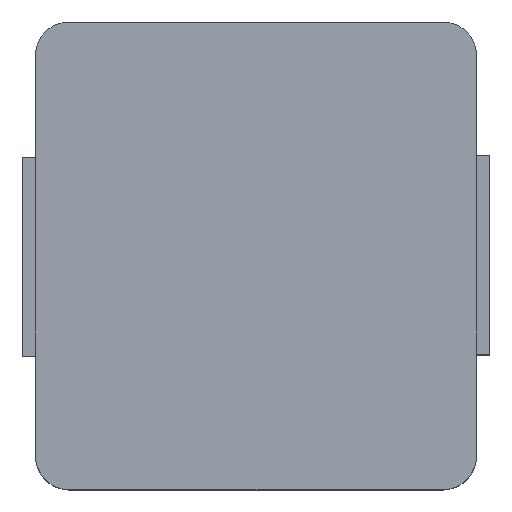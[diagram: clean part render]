
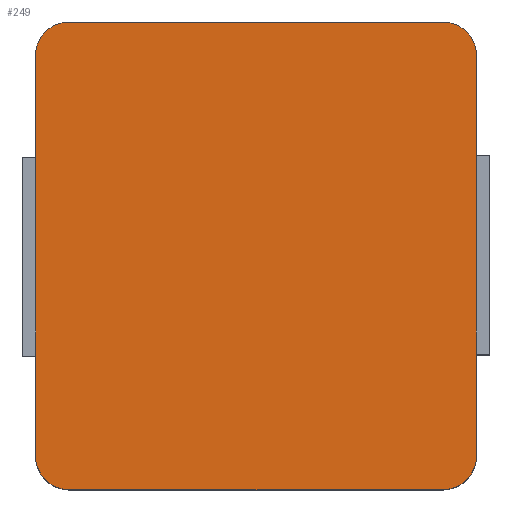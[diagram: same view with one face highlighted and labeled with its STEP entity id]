
A CAD part, top view. The second image highlights one B-rep face of the part: STEP entity #249.
In plain terms, the highlighted planar face has unit normal (0, 0, 1).
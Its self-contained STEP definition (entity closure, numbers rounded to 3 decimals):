
#213 = EDGE_CURVE('',#214,#216,#218,.T.);
#214 = VERTEX_POINT('',#215);
#215 = CARTESIAN_POINT('',(-3.3,-3.,2.8));
#216 = VERTEX_POINT('',#217);
#217 = CARTESIAN_POINT('',(-3.3,3.,2.8));
#218 = LINE('',#219,#220);
#219 = CARTESIAN_POINT('',(-3.3,-3.5,2.8));
#220 = VECTOR('',#221,1.);
#221 = DIRECTION('',(0.,1.,0.));
#249 = ADVANCED_FACE('',(#250),#311,.T.);
#250 = FACE_BOUND('',#251,.T.);
#251 = EDGE_LOOP('',(#252,#253,#262,#270,#279,#287,#296,#304));
#252 = ORIENTED_EDGE('',*,*,#213,.F.);
#253 = ORIENTED_EDGE('',*,*,#254,.T.);
#254 = EDGE_CURVE('',#214,#255,#257,.T.);
#255 = VERTEX_POINT('',#256);
#256 = CARTESIAN_POINT('',(-2.8,-3.5,2.8));
#257 = CIRCLE('',#258,0.5);
#258 = AXIS2_PLACEMENT_3D('',#259,#260,#261);
#259 = CARTESIAN_POINT('',(-2.8,-3.,2.8));
#260 = DIRECTION('',(0.,0.,1.));
#261 = DIRECTION('',(0.,-1.,0.));
#262 = ORIENTED_EDGE('',*,*,#263,.T.);
#263 = EDGE_CURVE('',#255,#264,#266,.T.);
#264 = VERTEX_POINT('',#265);
#265 = CARTESIAN_POINT('',(2.8,-3.5,2.8));
#266 = LINE('',#267,#268);
#267 = CARTESIAN_POINT('',(-3.3,-3.5,2.8));
#268 = VECTOR('',#269,1.);
#269 = DIRECTION('',(1.,0.,0.));
#270 = ORIENTED_EDGE('',*,*,#271,.F.);
#271 = EDGE_CURVE('',#272,#264,#274,.T.);
#272 = VERTEX_POINT('',#273);
#273 = CARTESIAN_POINT('',(3.3,-3.,2.8));
#274 = CIRCLE('',#275,0.5);
#275 = AXIS2_PLACEMENT_3D('',#276,#277,#278);
#276 = CARTESIAN_POINT('',(2.8,-3.,2.8));
#277 = DIRECTION('',(-0.,-0.,-1.));
#278 = DIRECTION('',(0.,-1.,0.));
#279 = ORIENTED_EDGE('',*,*,#280,.T.);
#280 = EDGE_CURVE('',#272,#281,#283,.T.);
#281 = VERTEX_POINT('',#282);
#282 = CARTESIAN_POINT('',(3.3,3.,2.8));
#283 = LINE('',#284,#285);
#284 = CARTESIAN_POINT('',(3.3,-3.5,2.8));
#285 = VECTOR('',#286,1.);
#286 = DIRECTION('',(0.,1.,0.));
#287 = ORIENTED_EDGE('',*,*,#288,.T.);
#288 = EDGE_CURVE('',#281,#289,#291,.T.);
#289 = VERTEX_POINT('',#290);
#290 = CARTESIAN_POINT('',(2.8,3.5,2.8));
#291 = CIRCLE('',#292,0.5);
#292 = AXIS2_PLACEMENT_3D('',#293,#294,#295);
#293 = CARTESIAN_POINT('',(2.8,3.,2.8));
#294 = DIRECTION('',(0.,0.,1.));
#295 = DIRECTION('',(0.,-1.,0.));
#296 = ORIENTED_EDGE('',*,*,#297,.F.);
#297 = EDGE_CURVE('',#298,#289,#300,.T.);
#298 = VERTEX_POINT('',#299);
#299 = CARTESIAN_POINT('',(-2.8,3.5,2.8));
#300 = LINE('',#301,#302);
#301 = CARTESIAN_POINT('',(-3.3,3.5,2.8));
#302 = VECTOR('',#303,1.);
#303 = DIRECTION('',(1.,0.,0.));
#304 = ORIENTED_EDGE('',*,*,#305,.F.);
#305 = EDGE_CURVE('',#216,#298,#306,.T.);
#306 = CIRCLE('',#307,0.5);
#307 = AXIS2_PLACEMENT_3D('',#308,#309,#310);
#308 = CARTESIAN_POINT('',(-2.8,3.,2.8));
#309 = DIRECTION('',(-0.,-0.,-1.));
#310 = DIRECTION('',(0.,-1.,0.));
#311 = PLANE('',#312);
#312 = AXIS2_PLACEMENT_3D('',#313,#314,#315);
#313 = CARTESIAN_POINT('',(-3.3,-3.5,2.8));
#314 = DIRECTION('',(0.,0.,1.));
#315 = DIRECTION('',(1.,0.,0.));
